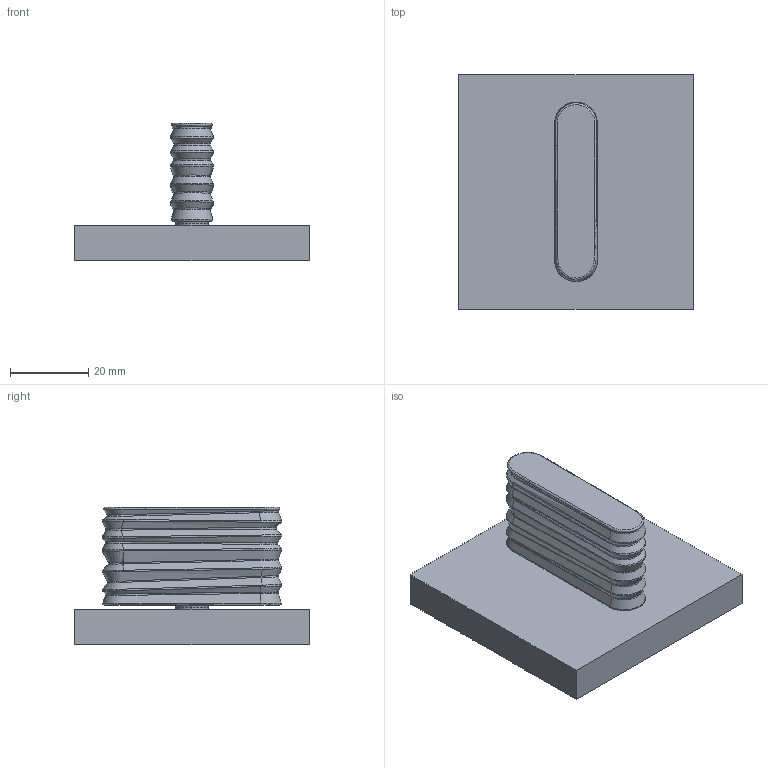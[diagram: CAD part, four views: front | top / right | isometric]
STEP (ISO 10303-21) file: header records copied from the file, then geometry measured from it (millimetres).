
FILE_DESCRIPTION (( 'STEP AP214' ), '1' );
FILE_NAME ('36201705.STEP', '2021-12-21T14:51:21', ( '' ), ( '' ), 'SwSTEP 2.0', 'SolidWorks 2020', '' );
FILE_SCHEMA (( 'AUTOMOTIVE_DESIGN' ));
Length unit declared in the file: millimetre
Products named in the file (3): 36201705; Planungsmodell_Griff-+-09.20.70.055.90-01_092070055-00; Planungsmodell_Rosette-+-09.27.78.057.90-1_K1
Assembly tree (2 placements, depth 2):
  36201705
    Planungsmodell_Rosette-+-09.27.78.057.90-1_K1
    Planungsmodell_Griff-+-09.20.70.055.90-01_092070055-00
Bounding box: 60 x 60 x 35.1 mm (x, y, z)
Volume: 43778 mm3; surface area: 13254.4 mm2
Topology: 2 solids, 2 shells, 75 faces, 228 edges, 158 vertices
Faces by surface type: bspline 56, plane 9, torus 4, sphere 4, cylinder 2
Entity records: 11286 total; most frequent: CARTESIAN_POINT 9588, ORIENTED_EDGE 456, EDGE_CURVE 228, DIRECTION 164, B_SPLINE_CURVE_WITH_KNOTS 160, VERTEX_POINT 158, EDGE_LOOP 76, FACE_OUTER_BOUND 75
